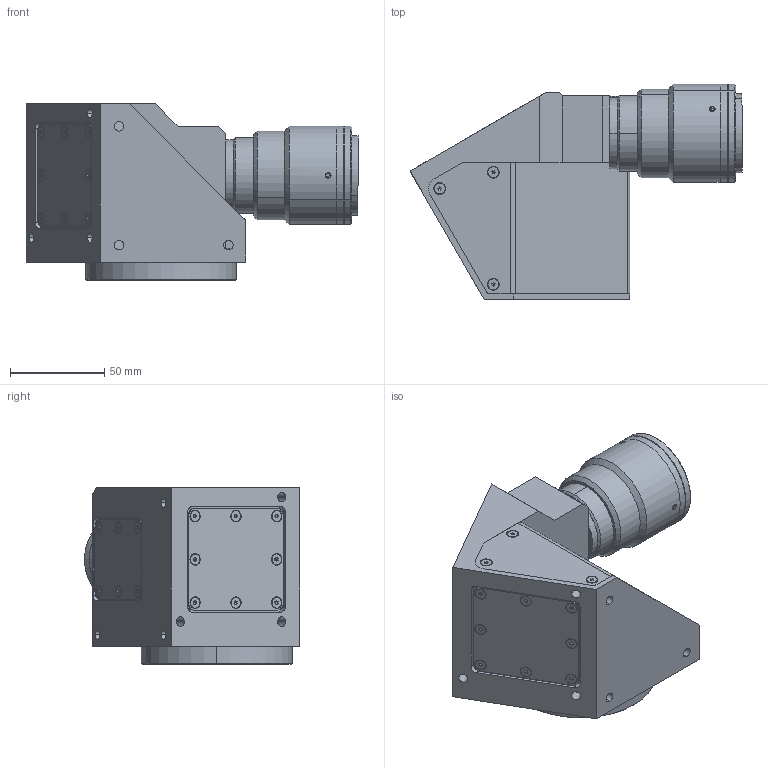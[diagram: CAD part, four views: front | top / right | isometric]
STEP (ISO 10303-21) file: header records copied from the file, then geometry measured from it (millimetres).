
FILE_DESCRIPTION (( 'STEP AP203' ), '1' );
FILE_NAME ('DP23982_TCCR2M056-E.step', '2021-11-03T10:18:08', ( '' ), ( '' ), 'SwSTEP 2.0', 'SolidWorks 2021', '' );
FILE_SCHEMA (( 'CONFIG_CONTROL_DESIGN' ));
Length unit declared in the file: millimetre
Products named in the file (1): DP23982_TCCR2M056-E
Bounding box: 176.09 x 114.17 x 93.6 mm (x, y, z)
Surface area: 85413.1 mm2 (no closed solid volume)
Topology: 0 solids, 49 shells, 411 faces, 1314 edges, 893 vertices
Faces by surface type: plane 202, cylinder 111, cone 96, sphere 2
Entity records: 14430 total; most frequent: CARTESIAN_POINT 2861, DIRECTION 2527, ORIENTED_EDGE 1976, EDGE_CURVE 1276, VERTEX_POINT 893, AXIS2_PLACEMENT_3D 857, LINE 813, VECTOR 813
